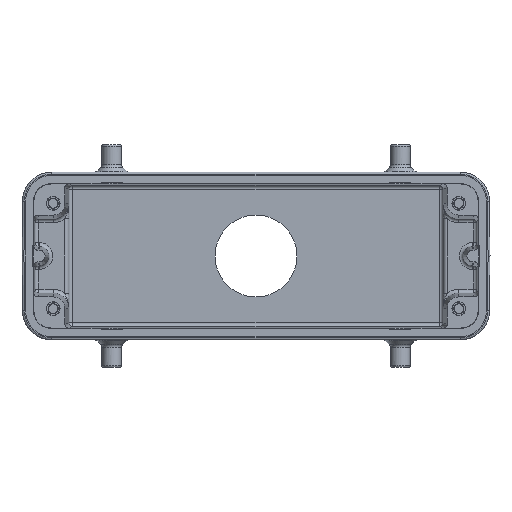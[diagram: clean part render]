
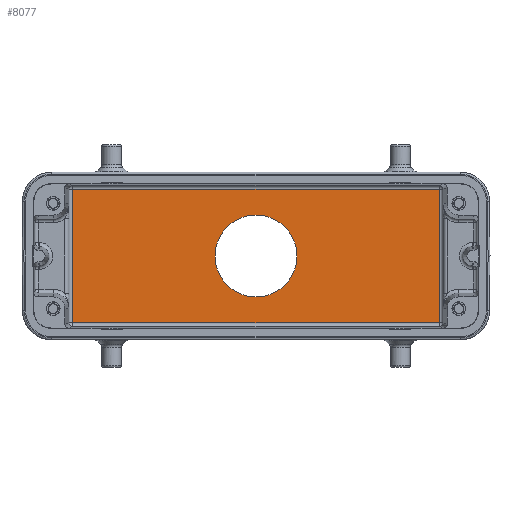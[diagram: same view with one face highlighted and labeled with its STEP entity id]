
A CAD part, front view. The second image highlights one B-rep face of the part: STEP entity #8077.
In plain terms, the highlighted planar face has unit normal (0, -1, 0).
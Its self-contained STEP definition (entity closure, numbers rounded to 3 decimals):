
#404=CARTESIAN_POINT('',(0.,52.,0.));
#405=DIRECTION('',(0.,1.,0.));
#406=DIRECTION('',(-1.,0.,0.));
#407=AXIS2_PLACEMENT_3D('',#404,#405,#406);
#409=CARTESIAN_POINT('',(0.,52.,0.));
#410=DIRECTION('',(0.,1.,0.));
#411=DIRECTION('',(1.,0.,0.));
#412=AXIS2_PLACEMENT_3D('',#409,#410,#411);
#414=DIRECTION('',(0.,0.,-1.));
#415=VECTOR('',#414,34.27);
#416=CARTESIAN_POINT('',(-47.,52.,17.135));
#417=LINE('',#416,#415);
#3982=DIRECTION('',(1.,0.,0.));
#3983=VECTOR('',#3982,94.);
#3984=CARTESIAN_POINT('',(-47.,52.,-17.135));
#3985=LINE('',#3984,#3983);
#4009=DIRECTION('',(0.,0.,1.));
#4010=VECTOR('',#4009,34.27);
#4011=CARTESIAN_POINT('',(47.,52.,-17.135));
#4012=LINE('',#4011,#4010);
#4032=DIRECTION('',(-1.,0.,0.));
#4033=VECTOR('',#4032,94.);
#4034=CARTESIAN_POINT('',(47.,52.,17.135));
#4035=LINE('',#4034,#4033);
#5979=CARTESIAN_POINT('',(-47.,52.,17.135));
#5980=CARTESIAN_POINT('',(-47.,52.,-17.135));
#5981=VERTEX_POINT('',#5979);
#5982=VERTEX_POINT('',#5980);
#5983=CARTESIAN_POINT('',(47.,52.,17.135));
#5984=VERTEX_POINT('',#5983);
#5985=CARTESIAN_POINT('',(47.,52.,-17.135));
#5986=VERTEX_POINT('',#5985);
#7344=CARTESIAN_POINT('',(-10.5,52.,0.));
#7345=CARTESIAN_POINT('',(10.5,52.,0.));
#7346=VERTEX_POINT('',#7344);
#7347=VERTEX_POINT('',#7345);
#8058=CARTESIAN_POINT('',(57.,52.,-18.5));
#8059=DIRECTION('',(0.,1.,0.));
#8060=DIRECTION('',(1.,0.,0.));
#8061=AXIS2_PLACEMENT_3D('',#8058,#8059,#8060);
#8062=PLANE('',#8061);
#8064=ORIENTED_EDGE('',*,*,#8063,.F.);
#8066=ORIENTED_EDGE('',*,*,#8065,.F.);
#8068=ORIENTED_EDGE('',*,*,#8067,.F.);
#8070=ORIENTED_EDGE('',*,*,#8069,.F.);
#8071=EDGE_LOOP('',(#8064,#8066,#8068,#8070));
#8072=FACE_OUTER_BOUND('',#8071,.F.);
#8073=ORIENTED_EDGE('',*,*,#8038,.F.);
#8074=ORIENTED_EDGE('',*,*,#8052,.F.);
#8075=EDGE_LOOP('',(#8073,#8074));
#8076=FACE_BOUND('',#8075,.F.);
#8077=ADVANCED_FACE('',(#8072,#8076),#8062,.F.);
#408=CIRCLE('',#407,10.5);
#413=CIRCLE('',#412,10.5);
#8038=EDGE_CURVE('',#7346,#7347,#408,.T.);
#8052=EDGE_CURVE('',#7347,#7346,#413,.T.);
#8063=EDGE_CURVE('',#5981,#5982,#417,.T.);
#8065=EDGE_CURVE('',#5984,#5981,#4035,.T.);
#8067=EDGE_CURVE('',#5986,#5984,#4012,.T.);
#8069=EDGE_CURVE('',#5982,#5986,#3985,.T.);
